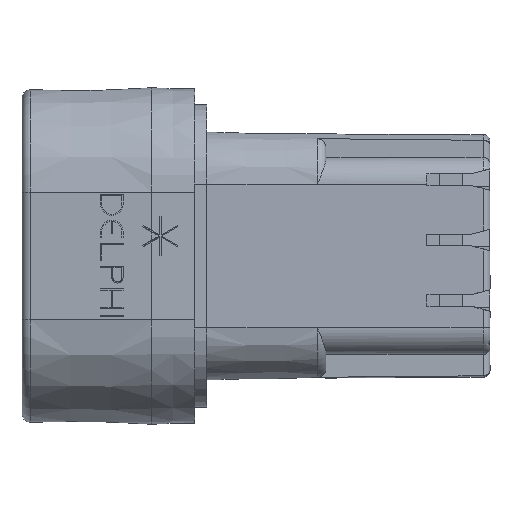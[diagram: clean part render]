
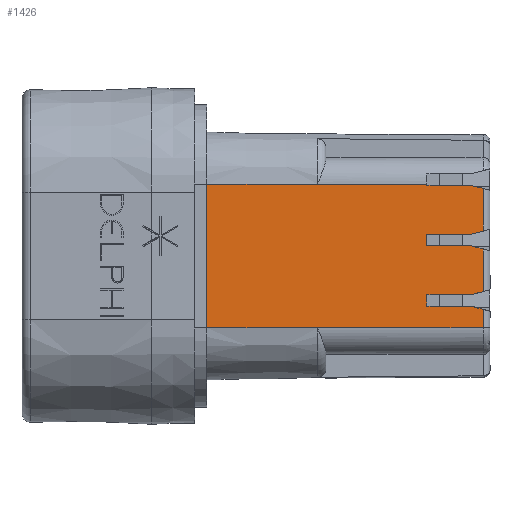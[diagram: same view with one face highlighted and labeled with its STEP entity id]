
A CAD part, left-side view. The second image highlights one B-rep face of the part: STEP entity #1426.
In plain terms, the highlighted planar face has unit normal (-1, -0.009, 0).
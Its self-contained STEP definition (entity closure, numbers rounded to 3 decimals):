
#927=FACE_OUTER_BOUND('',#2380,.T.);
#1426=ADVANCED_FACE('',(#927),#1925,.F.);
#1925=PLANE('',#10140);
#2380=EDGE_LOOP('',(#3420,#3421,#3422,#3423,#3424,#3425,#3426,#3427,#3428,
#3429,#3430,#3431,#3432,#3433,#3434,#3435,#3436,#3437,#3438,#3439,#3440,
#3441,#3442));
#3420=ORIENTED_EDGE('',*,*,#6855,.T.);
#3421=ORIENTED_EDGE('',*,*,#6872,.T.);
#3422=ORIENTED_EDGE('',*,*,#6873,.T.);
#3423=ORIENTED_EDGE('',*,*,#6874,.T.);
#3424=ORIENTED_EDGE('',*,*,#6875,.F.);
#3425=ORIENTED_EDGE('',*,*,#6876,.F.);
#3426=ORIENTED_EDGE('',*,*,#6877,.T.);
#3427=ORIENTED_EDGE('',*,*,#6878,.T.);
#3428=ORIENTED_EDGE('',*,*,#6879,.T.);
#3429=ORIENTED_EDGE('',*,*,#6880,.T.);
#3430=ORIENTED_EDGE('',*,*,#6881,.F.);
#3431=ORIENTED_EDGE('',*,*,#6882,.F.);
#3432=ORIENTED_EDGE('',*,*,#6883,.T.);
#3433=ORIENTED_EDGE('',*,*,#6884,.T.);
#3434=ORIENTED_EDGE('',*,*,#6885,.T.);
#3435=ORIENTED_EDGE('',*,*,#6886,.T.);
#3436=ORIENTED_EDGE('',*,*,#6783,.T.);
#3437=ORIENTED_EDGE('',*,*,#6887,.T.);
#3438=ORIENTED_EDGE('',*,*,#6888,.F.);
#3439=ORIENTED_EDGE('',*,*,#6889,.F.);
#3440=ORIENTED_EDGE('',*,*,#6890,.T.);
#3441=ORIENTED_EDGE('',*,*,#6891,.T.);
#3442=ORIENTED_EDGE('',*,*,#6767,.T.);
#5878=VERTEX_POINT('',#13725);
#5879=VERTEX_POINT('',#13726);
#5885=VERTEX_POINT('',#13757);
#5894=VERTEX_POINT('',#13811);
#5947=VERTEX_POINT('',#14235);
#5958=VERTEX_POINT('',#14277);
#5959=VERTEX_POINT('',#14279);
#5960=VERTEX_POINT('',#14281);
#5961=VERTEX_POINT('',#14283);
#5962=VERTEX_POINT('',#14285);
#5963=VERTEX_POINT('',#14287);
#5964=VERTEX_POINT('',#14289);
#5965=VERTEX_POINT('',#14291);
#5966=VERTEX_POINT('',#14293);
#5967=VERTEX_POINT('',#14295);
#5968=VERTEX_POINT('',#14297);
#5969=VERTEX_POINT('',#14299);
#5970=VERTEX_POINT('',#14301);
#5971=VERTEX_POINT('',#14303);
#5972=VERTEX_POINT('',#14306);
#5973=VERTEX_POINT('',#14308);
#5974=VERTEX_POINT('',#14310);
#5975=VERTEX_POINT('',#14312);
#6767=EDGE_CURVE('',#5878,#5879,#8088,.T.);
#6783=EDGE_CURVE('',#5885,#5894,#8092,.T.);
#6855=EDGE_CURVE('',#5879,#5947,#8122,.T.);
#6872=EDGE_CURVE('',#5947,#5958,#8136,.T.);
#6873=EDGE_CURVE('',#5958,#5959,#8137,.T.);
#6874=EDGE_CURVE('',#5959,#5960,#8138,.T.);
#6875=EDGE_CURVE('',#5961,#5960,#8139,.T.);
#6876=EDGE_CURVE('',#5962,#5961,#8140,.T.);
#6877=EDGE_CURVE('',#5962,#5963,#8141,.T.);
#6878=EDGE_CURVE('',#5963,#5964,#8142,.T.);
#6879=EDGE_CURVE('',#5964,#5965,#8143,.T.);
#6880=EDGE_CURVE('',#5965,#5966,#8144,.T.);
#6881=EDGE_CURVE('',#5967,#5966,#8145,.T.);
#6882=EDGE_CURVE('',#5968,#5967,#8146,.T.);
#6883=EDGE_CURVE('',#5968,#5969,#8147,.T.);
#6884=EDGE_CURVE('',#5969,#5970,#8148,.T.);
#6885=EDGE_CURVE('',#5970,#5971,#8149,.T.);
#6886=EDGE_CURVE('',#5971,#5885,#8150,.T.);
#6887=EDGE_CURVE('',#5894,#5972,#8151,.T.);
#6888=EDGE_CURVE('',#5973,#5972,#8152,.T.);
#6889=EDGE_CURVE('',#5974,#5973,#8153,.T.);
#6890=EDGE_CURVE('',#5974,#5975,#8154,.T.);
#6891=EDGE_CURVE('',#5975,#5878,#8155,.T.);
#8088=LINE('',#13724,#9130);
#8092=LINE('',#13812,#9134);
#8122=LINE('',#14236,#9164);
#8136=LINE('',#14276,#9178);
#8137=LINE('',#14278,#9179);
#8138=LINE('',#14280,#9180);
#8139=LINE('',#14282,#9181);
#8140=LINE('',#14284,#9182);
#8141=LINE('',#14286,#9183);
#8142=LINE('',#14288,#9184);
#8143=LINE('',#14290,#9185);
#8144=LINE('',#14292,#9186);
#8145=LINE('',#14294,#9187);
#8146=LINE('',#14296,#9188);
#8147=LINE('',#14298,#9189);
#8148=LINE('',#14300,#9190);
#8149=LINE('',#14302,#9191);
#8150=LINE('',#14304,#9192);
#8151=LINE('',#14305,#9193);
#8152=LINE('',#14307,#9194);
#8153=LINE('',#14309,#9195);
#8154=LINE('',#14311,#9196);
#8155=LINE('',#14313,#9197);
#9130=VECTOR('',#11037,1.);
#9134=VECTOR('',#11057,1.);
#9164=VECTOR('',#11159,1.);
#9178=VECTOR('',#11189,1.);
#9179=VECTOR('',#11190,1.);
#9180=VECTOR('',#11191,1.);
#9181=VECTOR('',#11192,1.);
#9182=VECTOR('',#11193,1.);
#9183=VECTOR('',#11194,1.);
#9184=VECTOR('',#11195,1.);
#9185=VECTOR('',#11196,1.);
#9186=VECTOR('',#11197,1.);
#9187=VECTOR('',#11198,1.);
#9188=VECTOR('',#11199,1.);
#9189=VECTOR('',#11200,1.);
#9190=VECTOR('',#11201,1.);
#9191=VECTOR('',#11202,1.);
#9192=VECTOR('',#11203,1.);
#9193=VECTOR('',#11204,1.);
#9194=VECTOR('',#11205,1.);
#9195=VECTOR('',#11206,1.);
#9196=VECTOR('',#11207,1.);
#9197=VECTOR('',#11208,1.);
#10140=AXIS2_PLACEMENT_3D('',#14314,#11209,#11210);
#11037=DIRECTION('',(0.009,-1.,0.));
#11057=DIRECTION('',(-0.009,1.,0.));
#11159=DIRECTION('',(0.,0.,1.));
#11189=DIRECTION('',(-0.008,0.966,0.259));
#11190=DIRECTION('',(-0.009,1.,0.));
#11191=DIRECTION('',(0.,0.,1.));
#11192=DIRECTION('',(-0.009,1.,0.));
#11193=DIRECTION('',(-0.008,0.966,-0.259));
#11194=DIRECTION('',(0.,0.,1.));
#11195=DIRECTION('',(-0.008,0.966,0.259));
#11196=DIRECTION('',(-0.009,1.,0.));
#11197=DIRECTION('',(0.,0.,1.));
#11198=DIRECTION('',(-0.009,1.,0.));
#11199=DIRECTION('',(-0.008,0.966,-0.259));
#11200=DIRECTION('',(0.,0.,1.));
#11201=DIRECTION('',(-0.008,0.966,0.259));
#11202=DIRECTION('',(-0.009,1.,0.));
#11203=DIRECTION('',(0.,0.,1.));
#11204=DIRECTION('',(0.,0.,1.));
#11205=DIRECTION('',(0.009,-1.,0.));
#11206=DIRECTION('',(0.,0.,1.));
#11207=DIRECTION('',(0.009,-1.,0.));
#11208=DIRECTION('',(0.,0.,1.));
#11209=DIRECTION('',(1.,0.009,0.));
#11210=DIRECTION('',(0.009,-1.,0.));
#13724=CARTESIAN_POINT('',(-0.396,-0.003,-2.2));
#13725=CARTESIAN_POINT('',(-0.484,9.996,-2.2));
#13726=CARTESIAN_POINT('',(-0.4,0.397,-2.2));
#13757=CARTESIAN_POINT('',(-0.428,3.65,6.1));
#13811=CARTESIAN_POINT('',(-0.484,9.996,6.1));
#13812=CARTESIAN_POINT('',(-0.468,8.2,6.1));
#14235=CARTESIAN_POINT('',(-0.4,0.397,-1.144));
#14236=CARTESIAN_POINT('',(-0.4,0.397,1.85));
#14276=CARTESIAN_POINT('',(-0.479,9.49,1.293));
#14277=CARTESIAN_POINT('',(-0.406,1.12,-0.95));
#14278=CARTESIAN_POINT('',(-0.468,8.2,-0.95));
#14279=CARTESIAN_POINT('',(-0.428,3.65,-0.95));
#14280=CARTESIAN_POINT('',(-0.428,3.65,6.107));
#14281=CARTESIAN_POINT('',(-0.428,3.65,-0.3));
#14282=CARTESIAN_POINT('',(-0.468,8.2,-0.3));
#14283=CARTESIAN_POINT('',(-0.406,1.12,-0.3));
#14284=CARTESIAN_POINT('',(-0.45,6.124,-1.641));
#14285=CARTESIAN_POINT('',(-0.4,0.397,-0.106));
#14286=CARTESIAN_POINT('',(-0.4,0.397,1.85));
#14287=CARTESIAN_POINT('',(-0.4,0.397,2.356));
#14288=CARTESIAN_POINT('',(-0.472,8.615,4.558));
#14289=CARTESIAN_POINT('',(-0.406,1.12,2.55));
#14290=CARTESIAN_POINT('',(-0.468,8.2,2.55));
#14291=CARTESIAN_POINT('',(-0.428,3.65,2.55));
#14292=CARTESIAN_POINT('',(-0.428,3.65,6.107));
#14293=CARTESIAN_POINT('',(-0.428,3.65,3.2));
#14294=CARTESIAN_POINT('',(-0.468,8.2,3.2));
#14295=CARTESIAN_POINT('',(-0.406,1.12,3.2));
#14296=CARTESIAN_POINT('',(-0.458,6.999,1.625));
#14297=CARTESIAN_POINT('',(-0.4,0.397,3.394));
#14298=CARTESIAN_POINT('',(-0.4,0.397,1.85));
#14299=CARTESIAN_POINT('',(-0.4,0.397,5.856));
#14300=CARTESIAN_POINT('',(-0.464,7.74,7.824));
#14301=CARTESIAN_POINT('',(-0.406,1.12,6.05));
#14302=CARTESIAN_POINT('',(-0.468,8.2,6.05));
#14303=CARTESIAN_POINT('',(-0.428,3.65,6.05));
#14304=CARTESIAN_POINT('',(-0.428,3.65,6.107));
#14305=CARTESIAN_POINT('',(-0.484,9.996,6.107));
#14306=CARTESIAN_POINT('',(-0.484,9.996,6.107));
#14307=CARTESIAN_POINT('',(2.478,-329.442,6.107));
#14308=CARTESIAN_POINT('',(-0.54,16.4,6.107));
#14309=CARTESIAN_POINT('',(-0.54,16.4,-2.207));
#14310=CARTESIAN_POINT('',(-0.54,16.4,-2.207));
#14311=CARTESIAN_POINT('',(2.478,-329.442,-2.207));
#14312=CARTESIAN_POINT('',(-0.484,9.996,-2.207));
#14313=CARTESIAN_POINT('',(-0.484,9.996,6.107));
#14314=CARTESIAN_POINT('',(-0.468,8.2,6.107));
